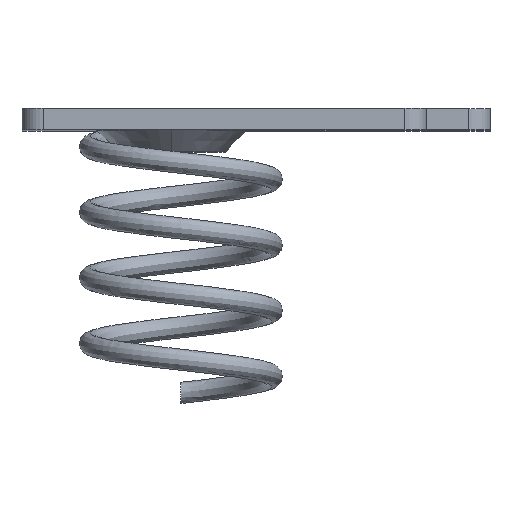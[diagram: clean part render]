
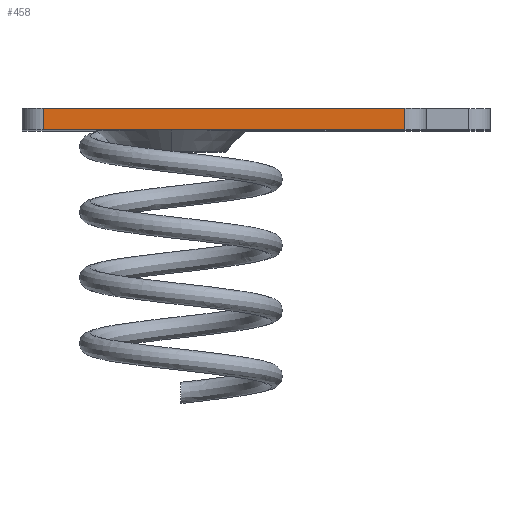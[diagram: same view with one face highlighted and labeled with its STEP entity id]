
A CAD part, top view. The second image highlights one B-rep face of the part: STEP entity #458.
In plain terms, the highlighted face is planar.
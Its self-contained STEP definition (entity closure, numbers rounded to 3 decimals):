
#79 = ORIENTED_EDGE ( 'NONE', *, *, #304, .F. ) ;
#130 = DIRECTION ( 'NONE',  ( 0., 1., 0. ) ) ;
#135 = ORIENTED_EDGE ( 'NONE', *, *, #412, .T. ) ;
#220 = VECTOR ( 'NONE', #733, 1000. ) ;
#272 = CARTESIAN_POINT ( 'NONE',  ( -0.25, 10.505, 9. ) ) ;
#274 = CARTESIAN_POINT ( 'NONE',  ( -0.25, 10.505, 9.5 ) ) ;
#304 = EDGE_CURVE ( 'NONE', #1617, #643, #1085, .T. ) ;
#351 = VECTOR ( 'NONE', #1659, 1000. ) ;
#412 = EDGE_CURVE ( 'NONE', #2205, #1879, #1444, .T. ) ;
#458 = ADVANCED_FACE ( 'NONE', ( #1900 ), #812, .T. ) ;
#643 = VERTEX_POINT ( 'NONE', #1022 ) ;
#682 = DIRECTION ( 'NONE',  ( -1., 0., 0. ) ) ;
#725 = ORIENTED_EDGE ( 'NONE', *, *, #1372, .T. ) ;
#733 = DIRECTION ( 'NONE',  ( 0., 0., 1. ) ) ;
#812 = PLANE ( 'NONE',  #1229 ) ;
#881 = CARTESIAN_POINT ( 'NONE',  ( 0.25, 10.505, 0.5 ) ) ;
#975 = EDGE_LOOP ( 'NONE', ( #79, #725, #135, #988 ) ) ;
#988 = ORIENTED_EDGE ( 'NONE', *, *, #2267, .T. ) ;
#1022 = CARTESIAN_POINT ( 'NONE',  ( 0.25, 10.505, 9. ) ) ;
#1085 = LINE ( 'NONE', #1782, #220 ) ;
#1198 = VECTOR ( 'NONE', #1267, 1000. ) ;
#1229 = AXIS2_PLACEMENT_3D ( 'NONE', #274, #130, #1556 ) ;
#1267 = DIRECTION ( 'NONE',  ( 0., 0., 1. ) ) ;
#1300 = VECTOR ( 'NONE', #682, 1000. ) ;
#1369 = CARTESIAN_POINT ( 'NONE',  ( -0.25, 10.505, 0.5 ) ) ;
#1372 = EDGE_CURVE ( 'NONE', #1617, #2205, #1558, .T. ) ;
#1444 = LINE ( 'NONE', #2151, #1198 ) ;
#1556 = DIRECTION ( 'NONE',  ( 0., 0., -1. ) ) ;
#1558 = LINE ( 'NONE', #2265, #1300 ) ;
#1617 = VERTEX_POINT ( 'NONE', #881 ) ;
#1659 = DIRECTION ( 'NONE',  ( 1., 0., 0. ) ) ;
#1782 = CARTESIAN_POINT ( 'NONE',  ( 0.25, 10.505, 9.5 ) ) ;
#1879 = VERTEX_POINT ( 'NONE', #1989 ) ;
#1899 = LINE ( 'NONE', #272, #351 ) ;
#1900 = FACE_OUTER_BOUND ( 'NONE', #975, .T. ) ;
#1989 = CARTESIAN_POINT ( 'NONE',  ( -0.25, 10.505, 9. ) ) ;
#2151 = CARTESIAN_POINT ( 'NONE',  ( -0.25, 10.505, 9.5 ) ) ;
#2205 = VERTEX_POINT ( 'NONE', #1369 ) ;
#2265 = CARTESIAN_POINT ( 'NONE',  ( -0.25, 10.505, 0.5 ) ) ;
#2267 = EDGE_CURVE ( 'NONE', #1879, #643, #1899, .T. ) ;
